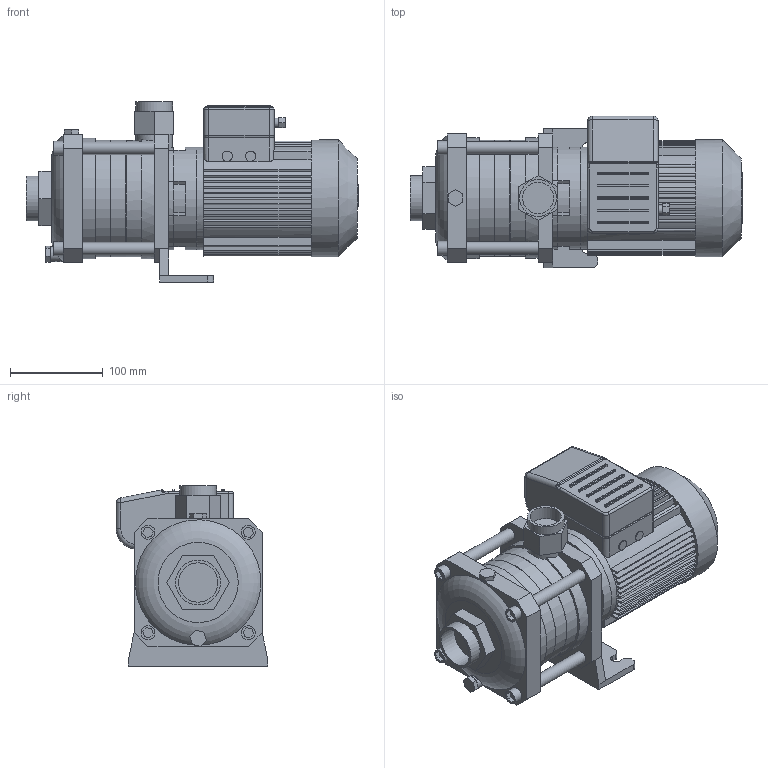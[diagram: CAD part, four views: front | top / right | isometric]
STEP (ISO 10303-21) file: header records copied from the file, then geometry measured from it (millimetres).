
FILE_DESCRIPTION(/* description */ (''),/* implementation_level */ '2;1');
FILE_NAME(/* name */ '3d_MHIL503-E-1-230-50-2-4083906.stp',/* time_stamp */ '2017-03-20T11:23:25+01:00',/* author */ ('Andrzej'),/* organization */ (''),/* preprocessor_version */ 'ST-DEVELOPER v15.5',/* originating_system */ 'AutoCAD Mechanical',/* authorisation */ '');
FILE_SCHEMA (('AUTOMOTIVE_DESIGN { 1 0 10303 214 3 1 1 }'));
Length unit declared in the file: millimetre
Products named in the file (1): Product
Bounding box: 357.4 x 163.2 x 194 mm (x, y, z)
Volume: 4678760.3 mm3; surface area: 425283.2 mm2
Topology: 9 solids, 9 shells, 557 faces, 1448 edges, 911 vertices
Faces by surface type: plane 339, cylinder 155, bspline 32, sphere 24, torus 6, cone 1
Full cylindrical faces by diameter (mm): 10 x1, 11 x2, 13.454 x4, 15 x4, 15.7 x1, 33.7 x1, 39.7 x1, 42.4 x1, 48.4 x1, 110 x3, 125 x3, 126 x1, 130 x1
Entity records: 17301 total; most frequent: CARTESIAN_POINT 3844, ORIENTED_EDGE 2770, DIRECTION 2768, EDGE_CURVE 1385, AXIS2_PLACEMENT_3D 931, LINE 906, VECTOR 906, VERTEX_POINT 899
